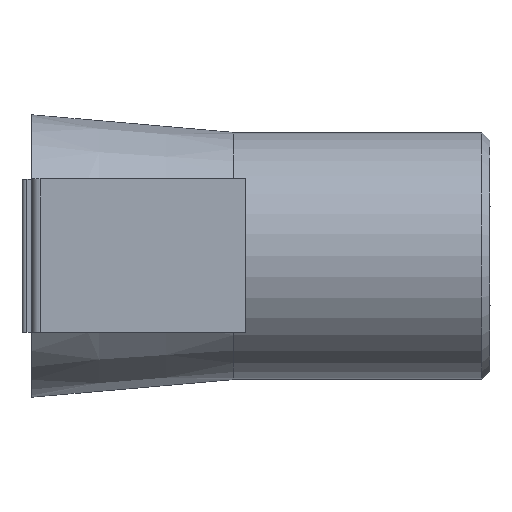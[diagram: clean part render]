
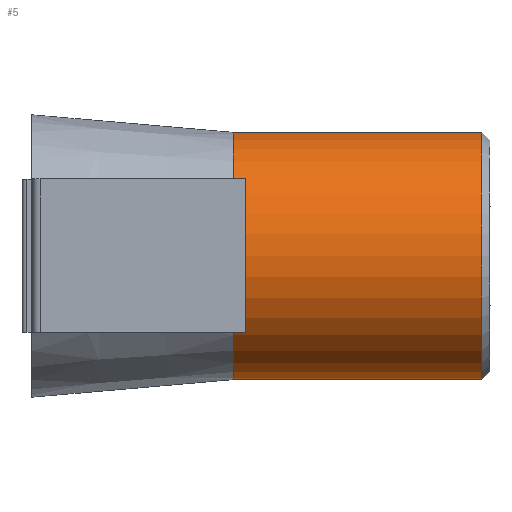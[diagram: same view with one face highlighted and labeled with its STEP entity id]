
A CAD part, top view. The second image highlights one B-rep face of the part: STEP entity #5.
In plain terms, the highlighted cylindrical face has radius 7.5 mm (diameter 15 mm), a partial arc.
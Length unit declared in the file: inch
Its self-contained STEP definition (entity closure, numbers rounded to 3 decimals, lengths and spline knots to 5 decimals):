
#5 = ADVANCED_FACE ( 'NONE', ( #3743 ), #1316, .T. ) ;
#28 = EDGE_CURVE ( 'NONE', #1076, #4194, #1548, .T. ) ;
#158 = VECTOR ( 'NONE', #1960, 39.37008 ) ;
#273 = AXIS2_PLACEMENT_3D ( 'NONE', #1382, #3183, #4208 ) ;
#301 = ORIENTED_EDGE ( 'NONE', *, *, #3614, .T. ) ;
#459 = VECTOR ( 'NONE', #697, 39.37008 ) ;
#534 = DIRECTION ( 'NONE',  ( 0., -1., 0. ) ) ;
#564 = AXIS2_PLACEMENT_3D ( 'NONE', #1947, #3373, #534 ) ;
#612 = CARTESIAN_POINT ( 'NONE',  ( 1.04331, 0.29528, 0. ) ) ;
#697 = DIRECTION ( 'NONE',  ( -1., 0., 0. ) ) ;
#714 = CARTESIAN_POINT ( 'NONE',  ( 0.45, 0.29528, 0. ) ) ;
#877 = LINE ( 'NONE', #3690, #158 ) ;
#1076 = VERTEX_POINT ( 'NONE', #3861 ) ;
#1093 = LINE ( 'NONE', #2525, #459 ) ;
#1285 = EDGE_LOOP ( 'NONE', ( #2516, #3072, #301, #2552 ) ) ;
#1304 = CIRCLE ( 'NONE', #3897, 0.29528 ) ;
#1316 = CYLINDRICAL_SURFACE ( 'NONE', #564, 0.29528 ) ;
#1382 = CARTESIAN_POINT ( 'NONE',  ( 1.04331, 0., 0. ) ) ;
#1548 = CIRCLE ( 'NONE', #273, 0.29528 ) ;
#1837 = DIRECTION ( 'NONE',  ( 1., 0., 0. ) ) ;
#1947 = CARTESIAN_POINT ( 'NONE',  ( 0.7565, 0., 0. ) ) ;
#1960 = DIRECTION ( 'NONE',  ( -1., 0., 0. ) ) ;
#2516 = ORIENTED_EDGE ( 'NONE', *, *, #28, .T. ) ;
#2525 = CARTESIAN_POINT ( 'NONE',  ( 0.7565, -0.29528, 0. ) ) ;
#2552 = ORIENTED_EDGE ( 'NONE', *, *, #3080, .F. ) ;
#2628 = CARTESIAN_POINT ( 'NONE',  ( 0.45, -0.29528, 0. ) ) ;
#2942 = CARTESIAN_POINT ( 'NONE',  ( 0.45, 0., 0. ) ) ;
#3072 = ORIENTED_EDGE ( 'NONE', *, *, #3193, .T. ) ;
#3080 = EDGE_CURVE ( 'NONE', #1076, #4474, #1093, .T. ) ;
#3105 = VERTEX_POINT ( 'NONE', #714 ) ;
#3183 = DIRECTION ( 'NONE',  ( -1., 0., 0. ) ) ;
#3193 = EDGE_CURVE ( 'NONE', #4194, #3105, #877, .T. ) ;
#3263 = DIRECTION ( 'NONE',  ( 0., -1., 0. ) ) ;
#3373 = DIRECTION ( 'NONE',  ( -1., 0., 0. ) ) ;
#3614 = EDGE_CURVE ( 'NONE', #3105, #4474, #1304, .T. ) ;
#3690 = CARTESIAN_POINT ( 'NONE',  ( 0.7565, 0.29528, 0. ) ) ;
#3743 = FACE_OUTER_BOUND ( 'NONE', #1285, .T. ) ;
#3861 = CARTESIAN_POINT ( 'NONE',  ( 1.04331, -0.29528, 0. ) ) ;
#3897 = AXIS2_PLACEMENT_3D ( 'NONE', #2942, #1837, #3263 ) ;
#4194 = VERTEX_POINT ( 'NONE', #612 ) ;
#4208 = DIRECTION ( 'NONE',  ( 0., -1., 0. ) ) ;
#4474 = VERTEX_POINT ( 'NONE', #2628 ) ;
